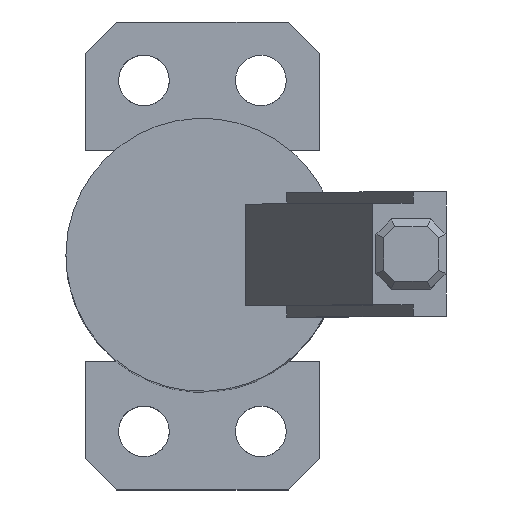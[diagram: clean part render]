
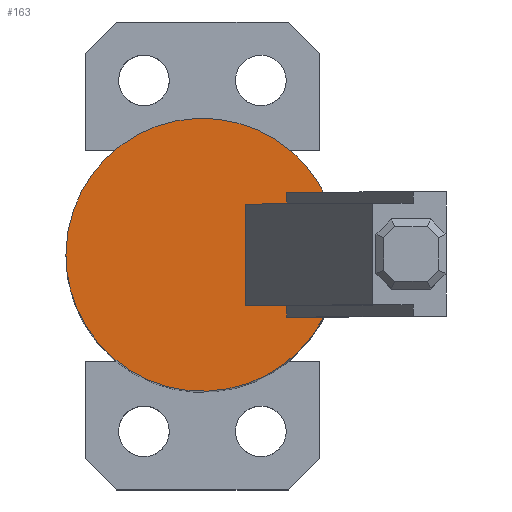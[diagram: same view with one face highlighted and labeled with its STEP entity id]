
A CAD part, top view. The second image highlights one B-rep face of the part: STEP entity #163.
In plain terms, the highlighted planar face has unit normal (0, 0, 1).
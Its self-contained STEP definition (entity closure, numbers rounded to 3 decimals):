
#35=AXIS2_PLACEMENT_3D('Plane Axis2P3D',#32,#33,#34) ;
#32=CARTESIAN_POINT('Axis2P3D Location',(0.,0.,0.)) ;
#38=CARTESIAN_POINT('Control Point',(-17.5,0.,0.)) ;
#39=CARTESIAN_POINT('Control Point',(-17.5,1.639,0.)) ;
#40=CARTESIAN_POINT('Control Point',(-17.308,3.279,0.)) ;
#41=CARTESIAN_POINT('Control Point',(-16.924,4.889,0.)) ;
#42=CARTESIAN_POINT('Control Point',(-15.786,7.988,0.)) ;
#43=CARTESIAN_POINT('Control Point',(-13.963,10.74,0.)) ;
#44=CARTESIAN_POINT('Control Point',(-12.894,12.003,0.)) ;
#45=CARTESIAN_POINT('Control Point',(-10.479,14.255,0.)) ;
#46=CARTESIAN_POINT('Control Point',(-7.61,15.887,0.)) ;
#47=CARTESIAN_POINT('Control Point',(-6.086,16.531,0.)) ;
#48=CARTESIAN_POINT('Control Point',(-2.915,17.45,0.)) ;
#49=CARTESIAN_POINT('Control Point',(0.383,17.612,0.)) ;
#50=CARTESIAN_POINT('Control Point',(2.034,17.498,0.)) ;
#51=CARTESIAN_POINT('Control Point',(5.278,16.886,0.)) ;
#52=CARTESIAN_POINT('Control Point',(8.293,15.542,0.)) ;
#53=CARTESIAN_POINT('Control Point',(9.715,14.695,0.)) ;
#54=CARTESIAN_POINT('Control Point',(12.333,12.684,0.)) ;
#55=CARTESIAN_POINT('Control Point',(14.417,10.123,0.)) ;
#56=CARTESIAN_POINT('Control Point',(15.303,8.726,0.)) ;
#57=CARTESIAN_POINT('Control Point',(16.522,6.186,0.)) ;
#58=CARTESIAN_POINT('Control Point',(17.212,3.465,0.)) ;
#59=CARTESIAN_POINT('Control Point',(17.404,2.317,0.)) ;
#60=CARTESIAN_POINT('Control Point',(17.5,1.158,0.)) ;
#61=CARTESIAN_POINT('Control Point',(17.5,0.,0.)) ;
#62=CARTESIAN_POINT('Vertex',(-17.5,0.,0.)) ;
#64=CARTESIAN_POINT('Vertex',(17.5,0.,0.)) ;
#68=CARTESIAN_POINT('Control Point',(17.5,0.,0.)) ;
#69=CARTESIAN_POINT('Control Point',(17.5,-1.639,0.)) ;
#70=CARTESIAN_POINT('Control Point',(17.308,-3.279,0.)) ;
#71=CARTESIAN_POINT('Control Point',(16.924,-4.889,0.)) ;
#72=CARTESIAN_POINT('Control Point',(15.786,-7.988,0.)) ;
#73=CARTESIAN_POINT('Control Point',(13.963,-10.74,0.)) ;
#74=CARTESIAN_POINT('Control Point',(12.894,-12.003,0.)) ;
#75=CARTESIAN_POINT('Control Point',(10.479,-14.255,0.)) ;
#76=CARTESIAN_POINT('Control Point',(7.61,-15.887,0.)) ;
#77=CARTESIAN_POINT('Control Point',(6.086,-16.531,0.)) ;
#78=CARTESIAN_POINT('Control Point',(2.915,-17.45,0.)) ;
#79=CARTESIAN_POINT('Control Point',(-0.383,-17.612,0.)) ;
#80=CARTESIAN_POINT('Control Point',(-2.034,-17.498,0.)) ;
#81=CARTESIAN_POINT('Control Point',(-5.278,-16.886,0.)) ;
#82=CARTESIAN_POINT('Control Point',(-8.293,-15.542,0.)) ;
#83=CARTESIAN_POINT('Control Point',(-9.715,-14.695,0.)) ;
#84=CARTESIAN_POINT('Control Point',(-12.333,-12.684,0.)) ;
#85=CARTESIAN_POINT('Control Point',(-14.417,-10.123,0.)) ;
#86=CARTESIAN_POINT('Control Point',(-15.303,-8.726,0.)) ;
#87=CARTESIAN_POINT('Control Point',(-16.522,-6.186,0.)) ;
#88=CARTESIAN_POINT('Control Point',(-17.212,-3.465,0.)) ;
#89=CARTESIAN_POINT('Control Point',(-17.404,-2.317,0.)) ;
#90=CARTESIAN_POINT('Control Point',(-17.5,-1.158,0.)) ;
#91=CARTESIAN_POINT('Control Point',(-17.5,0.,0.)) ;
#97=CARTESIAN_POINT('Line Origine',(10.798,-7.25,0.)) ;
#101=CARTESIAN_POINT('Vertex',(10.798,-8.,0.)) ;
#103=CARTESIAN_POINT('Vertex',(10.798,-6.5,0.)) ;
#106=CARTESIAN_POINT('Line Origine',(8.17,-6.5,0.)) ;
#110=CARTESIAN_POINT('Vertex',(5.541,-6.5,0.)) ;
#113=CARTESIAN_POINT('Line Origine',(5.541,0.,0.)) ;
#117=CARTESIAN_POINT('Vertex',(5.541,6.5,0.)) ;
#120=CARTESIAN_POINT('Line Origine',(8.17,6.5,0.)) ;
#124=CARTESIAN_POINT('Vertex',(10.798,6.5,0.)) ;
#127=CARTESIAN_POINT('Line Origine',(10.798,7.25,0.)) ;
#131=CARTESIAN_POINT('Vertex',(10.798,8.,0.)) ;
#134=CARTESIAN_POINT('Line Origine',(12.901,8.,0.)) ;
#138=CARTESIAN_POINT('Vertex',(15.004,8.,0.)) ;
#141=CARTESIAN_POINT('Line Origine',(15.004,0.,0.)) ;
#145=CARTESIAN_POINT('Vertex',(15.004,-8.,0.)) ;
#148=CARTESIAN_POINT('Line Origine',(12.901,-8.,0.)) ;
#33=DIRECTION('Axis2P3D Direction',(0.,0.,1.)) ;
#34=DIRECTION('Axis2P3D XDirection',(-1.,0.,0.)) ;
#98=DIRECTION('Vector Direction',(0.,1.,0.)) ;
#107=DIRECTION('Vector Direction',(1.,0.,0.)) ;
#114=DIRECTION('Vector Direction',(0.,1.,0.)) ;
#121=DIRECTION('Vector Direction',(1.,0.,0.)) ;
#128=DIRECTION('Vector Direction',(0.,1.,0.)) ;
#135=DIRECTION('Vector Direction',(1.,0.,0.)) ;
#142=DIRECTION('Vector Direction',(0.,1.,0.)) ;
#149=DIRECTION('Vector Direction',(1.,0.,0.)) ;
#99=VECTOR('Line Direction',#98,1.) ;
#108=VECTOR('Line Direction',#107,1.) ;
#115=VECTOR('Line Direction',#114,1.) ;
#122=VECTOR('Line Direction',#121,1.) ;
#129=VECTOR('Line Direction',#128,1.) ;
#136=VECTOR('Line Direction',#135,1.) ;
#143=VECTOR('Line Direction',#142,1.) ;
#150=VECTOR('Line Direction',#149,1.) ;
#94=ORIENTED_EDGE('',*,*,#66,.F.) ;
#95=ORIENTED_EDGE('',*,*,#92,.F.) ;
#154=ORIENTED_EDGE('',*,*,#105,.T.) ;
#155=ORIENTED_EDGE('',*,*,#112,.F.) ;
#156=ORIENTED_EDGE('',*,*,#119,.T.) ;
#157=ORIENTED_EDGE('',*,*,#126,.T.) ;
#158=ORIENTED_EDGE('',*,*,#133,.T.) ;
#159=ORIENTED_EDGE('',*,*,#140,.T.) ;
#160=ORIENTED_EDGE('',*,*,#147,.F.) ;
#161=ORIENTED_EDGE('',*,*,#152,.F.) ;
#162=FACE_BOUND('',#153,.T.) ;
#163=ADVANCED_FACE('01_SSR05_\X2\4E38578B30B330A230593063307D3093672C4F53\X0\',(#96,#162),#36,.T.) ;
#37=B_SPLINE_CURVE_WITH_KNOTS('',5,(#38,#39,#40,#41,#42,#43,#44,#45,#46,#47,#48,#49,#50,#51,#52,#53,#54,#55,#56,#57,#58,#59,#60,#61),.UNSPECIFIED.,.F.,.U.,(6,3,3,3,3,3,3,6),(0.,11.593,23.186,34.779,46.372,57.965,69.558,77.75),.UNSPECIFIED.) ;
#67=B_SPLINE_CURVE_WITH_KNOTS('',5,(#68,#69,#70,#71,#72,#73,#74,#75,#76,#77,#78,#79,#80,#81,#82,#83,#84,#85,#86,#87,#88,#89,#90,#91),.UNSPECIFIED.,.F.,.U.,(6,3,3,3,3,3,3,6),(0.,11.593,23.186,34.779,46.372,57.965,69.558,77.75),.UNSPECIFIED.) ;
#66=EDGE_CURVE('',#63,#65,#37,.T.) ;
#92=EDGE_CURVE('',#65,#63,#67,.T.) ;
#105=EDGE_CURVE('',#102,#104,#100,.T.) ;
#112=EDGE_CURVE('',#111,#104,#109,.T.) ;
#119=EDGE_CURVE('',#111,#118,#116,.T.) ;
#126=EDGE_CURVE('',#118,#125,#123,.T.) ;
#133=EDGE_CURVE('',#125,#132,#130,.T.) ;
#140=EDGE_CURVE('',#132,#139,#137,.T.) ;
#147=EDGE_CURVE('',#146,#139,#144,.T.) ;
#152=EDGE_CURVE('',#102,#146,#151,.T.) ;
#93=EDGE_LOOP('',(#94,#95)) ;
#153=EDGE_LOOP('',(#154,#155,#156,#157,#158,#159,#160,#161)) ;
#96=FACE_OUTER_BOUND('',#93,.T.) ;
#100=LINE('Line',#97,#99) ;
#109=LINE('Line',#106,#108) ;
#116=LINE('Line',#113,#115) ;
#123=LINE('Line',#120,#122) ;
#130=LINE('Line',#127,#129) ;
#137=LINE('Line',#134,#136) ;
#144=LINE('Line',#141,#143) ;
#151=LINE('Line',#148,#150) ;
#36=PLANE('Plane',#35) ;
#63=VERTEX_POINT('',#62) ;
#65=VERTEX_POINT('',#64) ;
#102=VERTEX_POINT('',#101) ;
#104=VERTEX_POINT('',#103) ;
#111=VERTEX_POINT('',#110) ;
#118=VERTEX_POINT('',#117) ;
#125=VERTEX_POINT('',#124) ;
#132=VERTEX_POINT('',#131) ;
#139=VERTEX_POINT('',#138) ;
#146=VERTEX_POINT('',#145) ;
